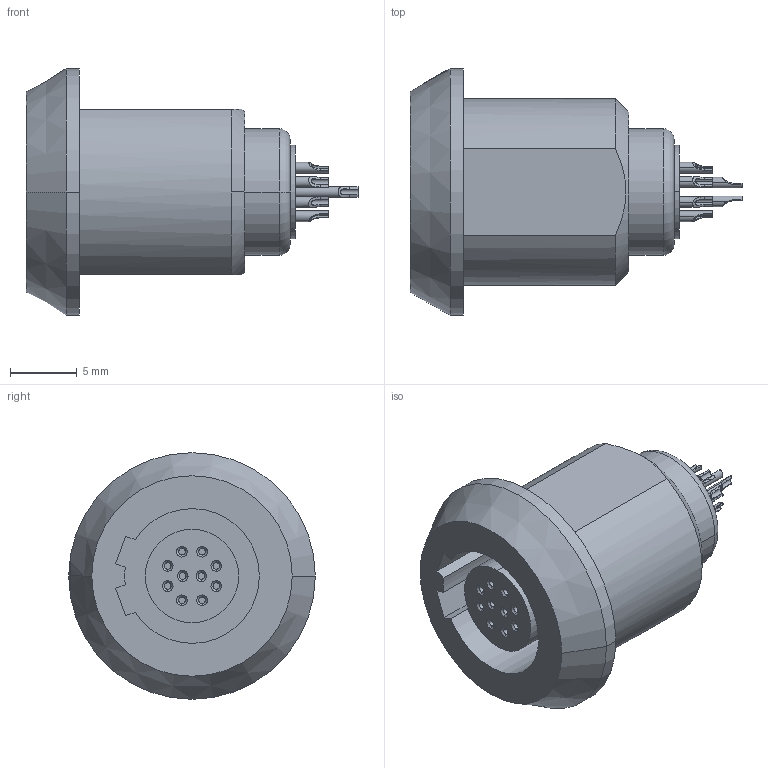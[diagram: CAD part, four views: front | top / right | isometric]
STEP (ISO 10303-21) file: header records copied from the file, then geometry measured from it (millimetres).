
FILE_DESCRIPTION((''),'2;1');
FILE_NAME('G11MA_-P10L','2023-09-12T07:05:19',('RTrager'),(''),'CREO PARAMETRIC BY PTC INC, 2022014','CREO PARAMETRIC BY PTC INC, 2022014','');
FILE_SCHEMA(('AUTOMOTIVE_DESIGN { 1 0 10303 214 1 1 1 1 }'));
Length unit declared in the file: millimetre
Products named in the file (1): G11MA_-P10L
Bounding box: 24.9 x 18.5 x 18.5 mm (x, y, z)
Volume: 2275.5 mm3; surface area: 2329.5 mm2
Topology: 1 solids, 1 shells, 195 faces, 475 edges, 308 vertices
Faces by surface type: cylinder 92, plane 56, cone 26, torus 12, bspline 9
Entity records: 10230 total; most frequent: CARTESIAN_POINT 1950, DIRECTION 1054, ORIENTED_EDGE 950, EDGE_CURVE 475, AXIS2_PLACEMENT_3D 416, PROPERTY_DEFINITION 409, REPRESENTATION 408, PROPERTY_DEFINITION_REPRESENTATION 408
